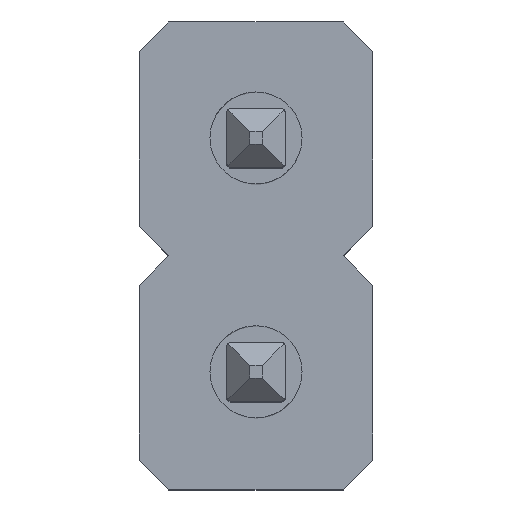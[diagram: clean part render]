
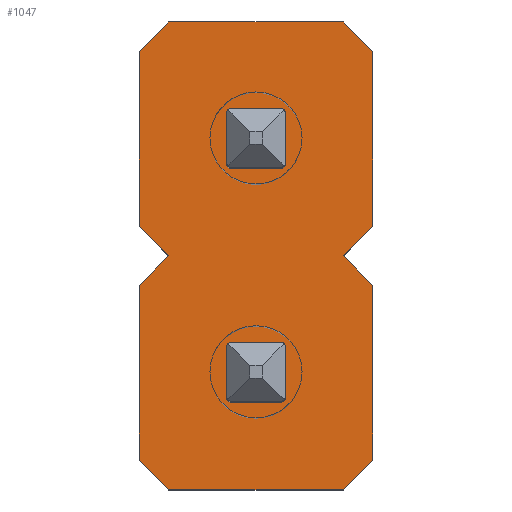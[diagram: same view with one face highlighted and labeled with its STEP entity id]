
A CAD part, top view. The second image highlights one B-rep face of the part: STEP entity #1047.
In plain terms, the highlighted planar face has unit normal (0, 0, 1).
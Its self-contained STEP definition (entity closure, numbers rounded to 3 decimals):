
#58=PLANE('',#1145);
#104=LINE('',#1563,#222);
#107=LINE('',#1567,#225);
#109=LINE('',#1570,#227);
#111=LINE('',#1573,#229);
#112=LINE('',#1575,#230);
#113=LINE('',#1580,#231);
#114=LINE('',#1584,#232);
#115=LINE('',#1588,#233);
#116=LINE('',#1591,#234);
#117=LINE('',#1594,#235);
#118=LINE('',#1596,#236);
#119=LINE('',#1598,#237);
#120=LINE('',#1600,#238);
#121=LINE('',#1602,#239);
#122=LINE('',#1604,#240);
#123=LINE('',#1606,#241);
#124=LINE('',#1608,#242);
#125=LINE('',#1610,#243);
#126=LINE('',#1612,#244);
#127=LINE('',#1614,#245);
#128=LINE('',#1616,#246);
#129=LINE('',#1618,#247);
#222=VECTOR('',#1257,1000.);
#225=VECTOR('',#1262,1000.);
#227=VECTOR('',#1266,1000.);
#229=VECTOR('',#1270,1000.);
#230=VECTOR('',#1273,1000.);
#231=VECTOR('',#1276,1000.);
#232=VECTOR('',#1279,1000.);
#233=VECTOR('',#1282,1000.);
#234=VECTOR('',#1285,1000.);
#235=VECTOR('',#1286,1000.);
#236=VECTOR('',#1287,1000.);
#237=VECTOR('',#1288,1000.);
#238=VECTOR('',#1289,1000.);
#239=VECTOR('',#1290,1000.);
#240=VECTOR('',#1291,1000.);
#241=VECTOR('',#1292,1000.);
#242=VECTOR('',#1293,1000.);
#243=VECTOR('',#1294,1000.);
#244=VECTOR('',#1295,1000.);
#245=VECTOR('',#1296,1000.);
#246=VECTOR('',#1297,1000.);
#247=VECTOR('',#1298,1000.);
#364=ORIENTED_EDGE('',*,*,#650,.F.);
#365=ORIENTED_EDGE('',*,*,#636,.T.);
#366=ORIENTED_EDGE('',*,*,#657,.F.);
#367=ORIENTED_EDGE('',*,*,#640,.T.);
#368=ORIENTED_EDGE('',*,*,#655,.F.);
#369=ORIENTED_EDGE('',*,*,#644,.T.);
#370=ORIENTED_EDGE('',*,*,#653,.F.);
#371=ORIENTED_EDGE('',*,*,#648,.T.);
#372=ORIENTED_EDGE('',*,*,#658,.F.);
#373=ORIENTED_EDGE('',*,*,#659,.T.);
#374=ORIENTED_EDGE('',*,*,#660,.F.);
#375=ORIENTED_EDGE('',*,*,#661,.T.);
#376=ORIENTED_EDGE('',*,*,#662,.F.);
#377=ORIENTED_EDGE('',*,*,#663,.T.);
#378=ORIENTED_EDGE('',*,*,#664,.F.);
#379=ORIENTED_EDGE('',*,*,#665,.T.);
#380=ORIENTED_EDGE('',*,*,#666,.T.);
#381=ORIENTED_EDGE('',*,*,#667,.T.);
#382=ORIENTED_EDGE('',*,*,#668,.T.);
#383=ORIENTED_EDGE('',*,*,#669,.T.);
#384=ORIENTED_EDGE('',*,*,#670,.T.);
#385=ORIENTED_EDGE('',*,*,#671,.T.);
#386=ORIENTED_EDGE('',*,*,#672,.T.);
#387=ORIENTED_EDGE('',*,*,#673,.T.);
#388=ORIENTED_EDGE('',*,*,#674,.T.);
#389=ORIENTED_EDGE('',*,*,#675,.T.);
#390=ORIENTED_EDGE('',*,*,#676,.T.);
#391=ORIENTED_EDGE('',*,*,#677,.T.);
#392=ORIENTED_EDGE('',*,*,#678,.T.);
#393=ORIENTED_EDGE('',*,*,#679,.T.);
#636=EDGE_CURVE('',#789,#788,#889,.F.);
#640=EDGE_CURVE('',#793,#792,#891,.F.);
#644=EDGE_CURVE('',#797,#796,#893,.F.);
#648=EDGE_CURVE('',#801,#800,#895,.F.);
#650=EDGE_CURVE('',#789,#800,#104,.T.);
#653=EDGE_CURVE('',#801,#796,#107,.T.);
#655=EDGE_CURVE('',#797,#792,#109,.T.);
#657=EDGE_CURVE('',#793,#788,#111,.T.);
#658=EDGE_CURVE('',#802,#803,#112,.T.);
#659=EDGE_CURVE('',#802,#804,#896,.F.);
#660=EDGE_CURVE('',#805,#804,#113,.T.);
#661=EDGE_CURVE('',#805,#806,#897,.F.);
#662=EDGE_CURVE('',#807,#806,#114,.T.);
#663=EDGE_CURVE('',#807,#808,#898,.F.);
#664=EDGE_CURVE('',#809,#808,#115,.T.);
#665=EDGE_CURVE('',#809,#803,#899,.F.);
#666=EDGE_CURVE('',#810,#811,#116,.T.);
#667=EDGE_CURVE('',#811,#812,#117,.T.);
#668=EDGE_CURVE('',#812,#813,#118,.T.);
#669=EDGE_CURVE('',#813,#814,#119,.F.);
#670=EDGE_CURVE('',#814,#815,#120,.T.);
#671=EDGE_CURVE('',#815,#816,#121,.F.);
#672=EDGE_CURVE('',#816,#817,#122,.T.);
#673=EDGE_CURVE('',#817,#818,#123,.T.);
#674=EDGE_CURVE('',#818,#819,#124,.T.);
#675=EDGE_CURVE('',#819,#820,#125,.T.);
#676=EDGE_CURVE('',#820,#821,#126,.F.);
#677=EDGE_CURVE('',#821,#822,#127,.T.);
#678=EDGE_CURVE('',#822,#823,#128,.F.);
#679=EDGE_CURVE('',#823,#810,#129,.T.);
#788=VERTEX_POINT('',#1531);
#789=VERTEX_POINT('',#1533);
#792=VERTEX_POINT('',#1540);
#793=VERTEX_POINT('',#1542);
#796=VERTEX_POINT('',#1549);
#797=VERTEX_POINT('',#1551);
#800=VERTEX_POINT('',#1558);
#801=VERTEX_POINT('',#1560);
#802=VERTEX_POINT('',#1576);
#803=VERTEX_POINT('',#1577);
#804=VERTEX_POINT('',#1579);
#805=VERTEX_POINT('',#1581);
#806=VERTEX_POINT('',#1583);
#807=VERTEX_POINT('',#1585);
#808=VERTEX_POINT('',#1587);
#809=VERTEX_POINT('',#1589);
#810=VERTEX_POINT('',#1592);
#811=VERTEX_POINT('',#1593);
#812=VERTEX_POINT('',#1595);
#813=VERTEX_POINT('',#1597);
#814=VERTEX_POINT('',#1599);
#815=VERTEX_POINT('',#1601);
#816=VERTEX_POINT('',#1603);
#817=VERTEX_POINT('',#1605);
#818=VERTEX_POINT('',#1607);
#819=VERTEX_POINT('',#1609);
#820=VERTEX_POINT('',#1611);
#821=VERTEX_POINT('',#1613);
#822=VERTEX_POINT('',#1615);
#823=VERTEX_POINT('',#1617);
#889=CIRCLE('',#1131,0.05);
#891=CIRCLE('',#1134,0.05);
#893=CIRCLE('',#1137,0.05);
#895=CIRCLE('',#1140,0.05);
#896=CIRCLE('',#1146,0.05);
#897=CIRCLE('',#1147,0.05);
#898=CIRCLE('',#1148,0.05);
#899=CIRCLE('',#1149,0.05);
#914=EDGE_LOOP('',(#364,#365,#366,#367,#368,#369,#370,#371));
#915=EDGE_LOOP('',(#372,#373,#374,#375,#376,#377,#378,#379));
#916=EDGE_LOOP('',(#380,#381,#382,#383,#384,#385,#386,#387,#388,#389,#390,
#391,#392,#393));
#974=FACE_BOUND('',#914,.T.);
#975=FACE_BOUND('',#915,.T.);
#976=FACE_BOUND('',#916,.T.);
#1047=ADVANCED_FACE('',(#974,#975,#976),#58,.T.);
#1131=AXIS2_PLACEMENT_3D('',#1532,#1228,#1229);
#1134=AXIS2_PLACEMENT_3D('',#1541,#1236,#1237);
#1137=AXIS2_PLACEMENT_3D('',#1550,#1244,#1245);
#1140=AXIS2_PLACEMENT_3D('',#1559,#1252,#1253);
#1145=AXIS2_PLACEMENT_3D('',#1574,#1271,#1272);
#1146=AXIS2_PLACEMENT_3D('',#1578,#1274,#1275);
#1147=AXIS2_PLACEMENT_3D('',#1582,#1277,#1278);
#1148=AXIS2_PLACEMENT_3D('',#1586,#1280,#1281);
#1149=AXIS2_PLACEMENT_3D('',#1590,#1283,#1284);
#1228=DIRECTION('',(0.,0.,1.));
#1229=DIRECTION('',(1.,0.,0.));
#1236=DIRECTION('',(0.,0.,1.));
#1237=DIRECTION('',(1.,0.,0.));
#1244=DIRECTION('',(0.,0.,1.));
#1245=DIRECTION('',(1.,0.,0.));
#1252=DIRECTION('',(0.,0.,1.));
#1253=DIRECTION('',(1.,0.,0.));
#1257=DIRECTION('',(0.,-1.,0.));
#1262=DIRECTION('',(1.,0.,0.));
#1266=DIRECTION('',(0.,1.,0.));
#1270=DIRECTION('',(-1.,0.,0.));
#1271=DIRECTION('',(0.,0.,1.));
#1272=DIRECTION('',(1.,0.,0.));
#1273=DIRECTION('',(0.,-1.,0.));
#1274=DIRECTION('',(0.,0.,1.));
#1275=DIRECTION('',(1.,0.,0.));
#1276=DIRECTION('',(-1.,0.,0.));
#1277=DIRECTION('',(0.,0.,1.));
#1278=DIRECTION('',(1.,0.,0.));
#1279=DIRECTION('',(0.,1.,0.));
#1280=DIRECTION('',(0.,0.,1.));
#1281=DIRECTION('',(1.,0.,0.));
#1282=DIRECTION('',(1.,0.,0.));
#1283=DIRECTION('',(0.,0.,1.));
#1284=DIRECTION('',(1.,0.,0.));
#1285=DIRECTION('',(-0.707,0.707,0.));
#1286=DIRECTION('',(0.707,0.707,0.));
#1287=DIRECTION('',(0.,1.,0.));
#1288=DIRECTION('',(0.707,-0.707,0.));
#1289=DIRECTION('',(-1.,0.,0.));
#1290=DIRECTION('',(0.707,0.707,0.));
#1291=DIRECTION('',(0.,-1.,0.));
#1292=DIRECTION('',(0.707,-0.707,0.));
#1293=DIRECTION('',(-0.707,-0.707,0.));
#1294=DIRECTION('',(0.,-1.,0.));
#1295=DIRECTION('',(-0.707,0.707,0.));
#1296=DIRECTION('',(1.,0.,0.));
#1297=DIRECTION('',(-0.707,-0.707,0.));
#1298=DIRECTION('',(0.,1.,0.));
#1531=CARTESIAN_POINT('',(1.,1.59,2.54));
#1532=CARTESIAN_POINT('',(1.,1.54,2.54));
#1533=CARTESIAN_POINT('',(0.95,1.54,2.54));
#1540=CARTESIAN_POINT('',(1.59,1.54,2.54));
#1541=CARTESIAN_POINT('',(1.54,1.54,2.54));
#1542=CARTESIAN_POINT('',(1.54,1.59,2.54));
#1549=CARTESIAN_POINT('',(1.54,0.95,2.54));
#1550=CARTESIAN_POINT('',(1.54,1.,2.54));
#1551=CARTESIAN_POINT('',(1.59,1.,2.54));
#1558=CARTESIAN_POINT('',(0.95,1.,2.54));
#1559=CARTESIAN_POINT('',(1.,1.,2.54));
#1560=CARTESIAN_POINT('',(1.,0.95,2.54));
#1563=CARTESIAN_POINT('',(0.95,1.59,2.54));
#1567=CARTESIAN_POINT('',(0.95,0.95,2.54));
#1570=CARTESIAN_POINT('',(1.59,0.95,2.54));
#1573=CARTESIAN_POINT('',(1.59,1.59,2.54));
#1574=CARTESIAN_POINT('',(0.,0.,2.54));
#1575=CARTESIAN_POINT('',(0.95,4.13,2.54));
#1576=CARTESIAN_POINT('',(0.95,4.08,2.54));
#1577=CARTESIAN_POINT('',(0.95,3.54,2.54));
#1578=CARTESIAN_POINT('',(1.,4.08,2.54));
#1579=CARTESIAN_POINT('',(1.,4.13,2.54));
#1580=CARTESIAN_POINT('',(1.59,4.13,2.54));
#1581=CARTESIAN_POINT('',(1.54,4.13,2.54));
#1582=CARTESIAN_POINT('',(1.54,4.08,2.54));
#1583=CARTESIAN_POINT('',(1.59,4.08,2.54));
#1584=CARTESIAN_POINT('',(1.59,3.49,2.54));
#1585=CARTESIAN_POINT('',(1.59,3.54,2.54));
#1586=CARTESIAN_POINT('',(1.54,3.54,2.54));
#1587=CARTESIAN_POINT('',(1.54,3.49,2.54));
#1588=CARTESIAN_POINT('',(0.95,3.49,2.54));
#1589=CARTESIAN_POINT('',(1.,3.49,2.54));
#1590=CARTESIAN_POINT('',(1.,3.54,2.54));
#1591=CARTESIAN_POINT('',(2.54,2.22,2.54));
#1592=CARTESIAN_POINT('',(2.54,2.22,2.54));
#1593=CARTESIAN_POINT('',(2.22,2.54,2.54));
#1594=CARTESIAN_POINT('',(2.22,2.54,2.54));
#1595=CARTESIAN_POINT('',(2.54,2.86,2.54));
#1596=CARTESIAN_POINT('',(2.54,0.,2.54));
#1597=CARTESIAN_POINT('',(2.54,4.76,2.54));
#1598=CARTESIAN_POINT('',(3.65,3.65,2.54));
#1599=CARTESIAN_POINT('',(2.22,5.08,2.54));
#1600=CARTESIAN_POINT('',(2.54,5.08,2.54));
#1601=CARTESIAN_POINT('',(0.32,5.08,2.54));
#1602=CARTESIAN_POINT('',(-2.38,2.38,2.54));
#1603=CARTESIAN_POINT('',(0.,4.76,2.54));
#1604=CARTESIAN_POINT('',(0.,5.08,2.54));
#1605=CARTESIAN_POINT('',(0.,2.86,2.54));
#1606=CARTESIAN_POINT('',(0.,2.86,2.54));
#1607=CARTESIAN_POINT('',(0.32,2.54,2.54));
#1608=CARTESIAN_POINT('',(0.32,2.54,2.54));
#1609=CARTESIAN_POINT('',(0.,2.22,2.54));
#1610=CARTESIAN_POINT('',(0.,5.08,2.54));
#1611=CARTESIAN_POINT('',(0.,0.32,2.54));
#1612=CARTESIAN_POINT('',(0.16,0.16,2.54));
#1613=CARTESIAN_POINT('',(0.32,0.,2.54));
#1614=CARTESIAN_POINT('',(0.,0.,2.54));
#1615=CARTESIAN_POINT('',(2.22,0.,2.54));
#1616=CARTESIAN_POINT('',(1.11,-1.11,2.54));
#1617=CARTESIAN_POINT('',(2.54,0.32,2.54));
#1618=CARTESIAN_POINT('',(2.54,0.,2.54));
